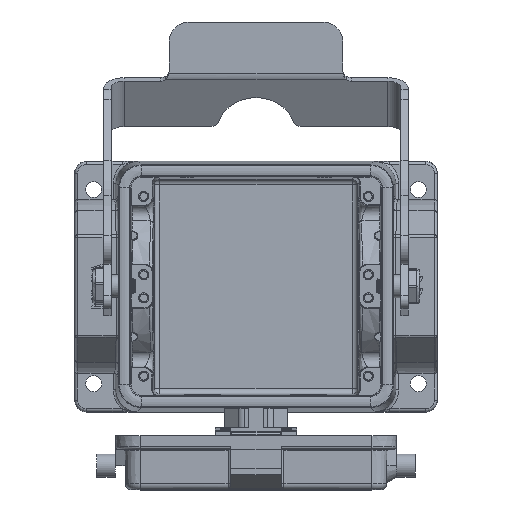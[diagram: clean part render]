
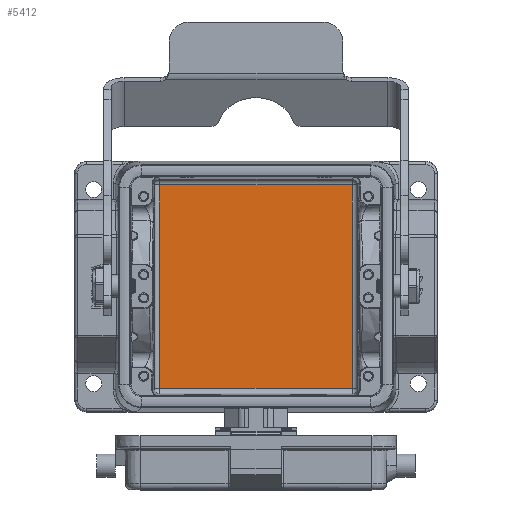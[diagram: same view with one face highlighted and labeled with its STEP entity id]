
A CAD part, top view. The second image highlights one B-rep face of the part: STEP entity #5412.
In plain terms, the highlighted planar face has unit normal (0, 0, 1).
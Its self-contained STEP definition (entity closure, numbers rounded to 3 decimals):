
#1110=PLANE('',#18998);
#1838=FACE_OUTER_BOUND('',#7153,.T.);
#3076=LINE('',#38277,#4367);
#3077=LINE('',#38279,#4368);
#3078=LINE('',#38282,#4369);
#3079=LINE('',#38283,#4370);
#4367=VECTOR('',#23044,1.);
#4368=VECTOR('',#23047,1.);
#4369=VECTOR('',#23048,1.);
#4370=VECTOR('',#23049,1.);
#5412=ADVANCED_FACE('',(#1838),#1110,.T.);
#7153=EDGE_LOOP('',(#10885,#10886,#10887,#10888));
#10885=ORIENTED_EDGE('',*,*,#16123,.T.);
#10886=ORIENTED_EDGE('',*,*,#16124,.T.);
#10887=ORIENTED_EDGE('',*,*,#16122,.T.);
#10888=ORIENTED_EDGE('',*,*,#16125,.T.);
#13887=VERTEX_POINT('',#38272);
#13888=VERTEX_POINT('',#38276);
#13889=VERTEX_POINT('',#38280);
#13890=VERTEX_POINT('',#38281);
#16122=EDGE_CURVE('',#13888,#13887,#3076,.T.);
#16123=EDGE_CURVE('',#13889,#13890,#3077,.T.);
#16124=EDGE_CURVE('',#13890,#13888,#3078,.T.);
#16125=EDGE_CURVE('',#13887,#13889,#3079,.T.);
#18998=AXIS2_PLACEMENT_3D('',#38284,#23050,#23051);
#23044=DIRECTION('',(0.,1.,0.));
#23047=DIRECTION('',(0.,-1.,0.));
#23048=DIRECTION('',(1.,0.,0.));
#23049=DIRECTION('',(-1.,0.,0.));
#23050=DIRECTION('',(0.,0.,1.));
#23051=DIRECTION('',(1.,0.,0.));
#38272=CARTESIAN_POINT('',(33.129,35.078,-37.55));
#38276=CARTESIAN_POINT('',(33.129,-35.078,-37.55));
#38277=CARTESIAN_POINT('',(33.129,-35.078,-37.55));
#38279=CARTESIAN_POINT('',(-33.129,35.078,-37.55));
#38280=CARTESIAN_POINT('',(-33.129,35.078,-37.55));
#38281=CARTESIAN_POINT('',(-33.129,-35.078,-37.55));
#38282=CARTESIAN_POINT('',(0.,-35.078,-37.55));
#38283=CARTESIAN_POINT('',(0.,35.078,-37.55));
#38284=CARTESIAN_POINT('',(0.,0.,-37.55));
